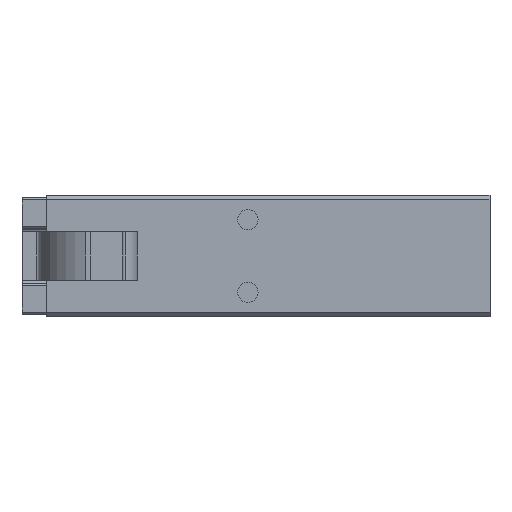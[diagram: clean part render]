
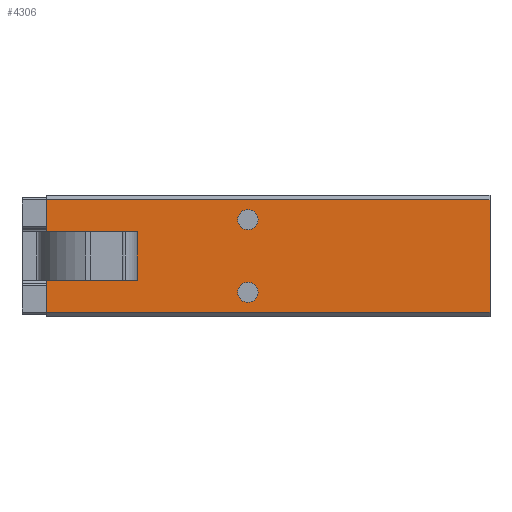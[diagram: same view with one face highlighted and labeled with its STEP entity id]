
A CAD part, front view. The second image highlights one B-rep face of the part: STEP entity #4306.
In plain terms, the highlighted planar face has unit normal (0, -1, 0).
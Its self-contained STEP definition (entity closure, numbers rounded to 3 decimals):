
#57 = CARTESIAN_POINT ( 'NONE',  ( 27.5, -15., -7. ) ) ;
#180 = EDGE_CURVE ( 'NONE', #2405, #4979, #5206, .T. ) ;
#257 = LINE ( 'NONE', #5984, #409 ) ;
#371 = DIRECTION ( 'NONE',  ( 0., 0., -1. ) ) ;
#373 = DIRECTION ( 'NONE',  ( 0., 0., 1. ) ) ;
#382 = CARTESIAN_POINT ( 'NONE',  ( -27.5, -15., 7.5 ) ) ;
#409 = VECTOR ( 'NONE', #2119, 1000. ) ;
#496 = LINE ( 'NONE', #382, #5432 ) ;
#537 = EDGE_CURVE ( 'NONE', #3487, #3695, #2513, .T. ) ;
#564 = ORIENTED_EDGE ( 'NONE', *, *, #1365, .T. ) ;
#584 = LINE ( 'NONE', #4684, #2930 ) ;
#591 = EDGE_CURVE ( 'NONE', #3175, #5876, #496, .T. ) ;
#652 = LINE ( 'NONE', #5554, #2869 ) ;
#666 = AXIS2_PLACEMENT_3D ( 'NONE', #1810, #1801, #1796 ) ;
#706 = CARTESIAN_POINT ( 'NONE',  ( -2.5, -15., 3.25 ) ) ;
#768 = CARTESIAN_POINT ( 'NONE',  ( -27.5, -15., -7. ) ) ;
#795 = VERTEX_POINT ( 'NONE', #1396 ) ;
#843 = ORIENTED_EDGE ( 'NONE', *, *, #5015, .T. ) ;
#1061 = CARTESIAN_POINT ( 'NONE',  ( -16.2, -15., 7.5 ) ) ;
#1138 = DIRECTION ( 'NONE',  ( 0., 0., -1. ) ) ;
#1142 = DIRECTION ( 'NONE',  ( 0., 1., 0. ) ) ;
#1155 = CARTESIAN_POINT ( 'NONE',  ( -2.5, -15., -4.5 ) ) ;
#1268 = CARTESIAN_POINT ( 'NONE',  ( -27.5, -15., 3. ) ) ;
#1292 = VERTEX_POINT ( 'NONE', #57 ) ;
#1361 = ORIENTED_EDGE ( 'NONE', *, *, #180, .T. ) ;
#1365 = EDGE_CURVE ( 'NONE', #3843, #795, #4103, .T. ) ;
#1396 = CARTESIAN_POINT ( 'NONE',  ( -2.5, -15., 5.75 ) ) ;
#1482 = DIRECTION ( 'NONE',  ( 1., 0., 0. ) ) ;
#1796 = DIRECTION ( 'NONE',  ( 0., 0., -1. ) ) ;
#1801 = DIRECTION ( 'NONE',  ( 0., 1., 0. ) ) ;
#1810 = CARTESIAN_POINT ( 'NONE',  ( -2.5, -15., -4.5 ) ) ;
#1817 = EDGE_CURVE ( 'NONE', #2202, #4401, #1958, .T. ) ;
#1872 = VERTEX_POINT ( 'NONE', #4160 ) ;
#1945 = CARTESIAN_POINT ( 'NONE',  ( -16.2, -15., -3. ) ) ;
#1958 = LINE ( 'NONE', #5610, #4236 ) ;
#2069 = EDGE_CURVE ( 'NONE', #3695, #2202, #584, .T. ) ;
#2119 = DIRECTION ( 'NONE',  ( 1., 0., 0. ) ) ;
#2202 = VERTEX_POINT ( 'NONE', #5102 ) ;
#2210 = VECTOR ( 'NONE', #373, 1000. ) ;
#2338 = EDGE_CURVE ( 'NONE', #1872, #3175, #652, .T. ) ;
#2359 = FACE_BOUND ( 'NONE', #5485, .T. ) ;
#2405 = VERTEX_POINT ( 'NONE', #4728 ) ;
#2507 = ORIENTED_EDGE ( 'NONE', *, *, #3774, .T. ) ;
#2513 = LINE ( 'NONE', #1061, #5734 ) ;
#2696 = AXIS2_PLACEMENT_3D ( 'NONE', #3920, #3567, #3496 ) ;
#2869 = VECTOR ( 'NONE', #5574, 1000. ) ;
#2927 = DIRECTION ( 'NONE',  ( 0., 1., 0. ) ) ;
#2930 = VECTOR ( 'NONE', #4797, 1000. ) ;
#2966 = CIRCLE ( 'NONE', #3717, 1.25 ) ;
#3175 = VERTEX_POINT ( 'NONE', #5932 ) ;
#3257 = LINE ( 'NONE', #4785, #4323 ) ;
#3277 = DIRECTION ( 'NONE',  ( 0., 0., -1. ) ) ;
#3481 = CARTESIAN_POINT ( 'NONE',  ( -16.2, -15., 3. ) ) ;
#3487 = VERTEX_POINT ( 'NONE', #3481 ) ;
#3496 = DIRECTION ( 'NONE',  ( 0., 0., -1. ) ) ;
#3508 = ORIENTED_EDGE ( 'NONE', *, *, #1817, .T. ) ;
#3544 = EDGE_LOOP ( 'NONE', ( #1361, #2507 ) ) ;
#3548 = ORIENTED_EDGE ( 'NONE', *, *, #3957, .T. ) ;
#3567 = DIRECTION ( 'NONE',  ( 0., -1., 0. ) ) ;
#3629 = ORIENTED_EDGE ( 'NONE', *, *, #537, .T. ) ;
#3695 = VERTEX_POINT ( 'NONE', #1945 ) ;
#3717 = AXIS2_PLACEMENT_3D ( 'NONE', #4359, #4354, #4335 ) ;
#3774 = EDGE_CURVE ( 'NONE', #4979, #2405, #4407, .T. ) ;
#3843 = VERTEX_POINT ( 'NONE', #706 ) ;
#3920 = CARTESIAN_POINT ( 'NONE',  ( -27.5, -15., 7.5 ) ) ;
#3957 = EDGE_CURVE ( 'NONE', #5876, #3487, #3257, .T. ) ;
#4003 = PLANE ( 'NONE',  #2696 ) ;
#4081 = ORIENTED_EDGE ( 'NONE', *, *, #4260, .T. ) ;
#4103 = CIRCLE ( 'NONE', #5296, 1.25 ) ;
#4154 = ORIENTED_EDGE ( 'NONE', *, *, #5503, .T. ) ;
#4160 = CARTESIAN_POINT ( 'NONE',  ( 27.5, -15., 7. ) ) ;
#4236 = VECTOR ( 'NONE', #6008, 1000. ) ;
#4260 = EDGE_CURVE ( 'NONE', #4401, #1292, #257, .T. ) ;
#4306 = ADVANCED_FACE ( 'NONE', ( #2359, #5873, #4762 ), #4003, .T. ) ;
#4323 = VECTOR ( 'NONE', #1482, 1000. ) ;
#4335 = DIRECTION ( 'NONE',  ( 0., 0., -1. ) ) ;
#4354 = DIRECTION ( 'NONE',  ( 0., 1., 0. ) ) ;
#4358 = DIRECTION ( 'NONE',  ( 0., 0., -1. ) ) ;
#4359 = CARTESIAN_POINT ( 'NONE',  ( -2.5, -15., 4.5 ) ) ;
#4401 = VERTEX_POINT ( 'NONE', #768 ) ;
#4407 = CIRCLE ( 'NONE', #5168, 1.25 ) ;
#4410 = ORIENTED_EDGE ( 'NONE', *, *, #591, .T. ) ;
#4640 = CARTESIAN_POINT ( 'NONE',  ( -2.5, -15., 4.5 ) ) ;
#4684 = CARTESIAN_POINT ( 'NONE',  ( -27.5, -15., -3. ) ) ;
#4728 = CARTESIAN_POINT ( 'NONE',  ( -2.5, -15., -5.75 ) ) ;
#4752 = CARTESIAN_POINT ( 'NONE',  ( 27.5, -15., 7.5 ) ) ;
#4762 = FACE_OUTER_BOUND ( 'NONE', #5239, .T. ) ;
#4785 = CARTESIAN_POINT ( 'NONE',  ( -27.5, -15., 3. ) ) ;
#4797 = DIRECTION ( 'NONE',  ( -1., 0., 0. ) ) ;
#4979 = VERTEX_POINT ( 'NONE', #5790 ) ;
#5015 = EDGE_CURVE ( 'NONE', #1292, #1872, #5890, .T. ) ;
#5102 = CARTESIAN_POINT ( 'NONE',  ( -27.5, -15., -3. ) ) ;
#5168 = AXIS2_PLACEMENT_3D ( 'NONE', #1155, #1142, #1138 ) ;
#5206 = CIRCLE ( 'NONE', #666, 1.25 ) ;
#5239 = EDGE_LOOP ( 'NONE', ( #4081, #843, #5708, #4410, #3548, #3629, #5428, #3508 ) ) ;
#5296 = AXIS2_PLACEMENT_3D ( 'NONE', #4640, #2927, #4358 ) ;
#5428 = ORIENTED_EDGE ( 'NONE', *, *, #2069, .T. ) ;
#5432 = VECTOR ( 'NONE', #371, 1000. ) ;
#5485 = EDGE_LOOP ( 'NONE', ( #564, #4154 ) ) ;
#5503 = EDGE_CURVE ( 'NONE', #795, #3843, #2966, .T. ) ;
#5554 = CARTESIAN_POINT ( 'NONE',  ( -27.5, -15., 7. ) ) ;
#5574 = DIRECTION ( 'NONE',  ( -1., 0., 0. ) ) ;
#5610 = CARTESIAN_POINT ( 'NONE',  ( -27.5, -15., 7.5 ) ) ;
#5708 = ORIENTED_EDGE ( 'NONE', *, *, #2338, .T. ) ;
#5734 = VECTOR ( 'NONE', #3277, 1000. ) ;
#5790 = CARTESIAN_POINT ( 'NONE',  ( -2.5, -15., -3.25 ) ) ;
#5873 = FACE_BOUND ( 'NONE', #3544, .T. ) ;
#5876 = VERTEX_POINT ( 'NONE', #1268 ) ;
#5890 = LINE ( 'NONE', #4752, #2210 ) ;
#5932 = CARTESIAN_POINT ( 'NONE',  ( -27.5, -15., 7. ) ) ;
#5984 = CARTESIAN_POINT ( 'NONE',  ( -27.5, -15., -7. ) ) ;
#6008 = DIRECTION ( 'NONE',  ( 0., 0., -1. ) ) ;
